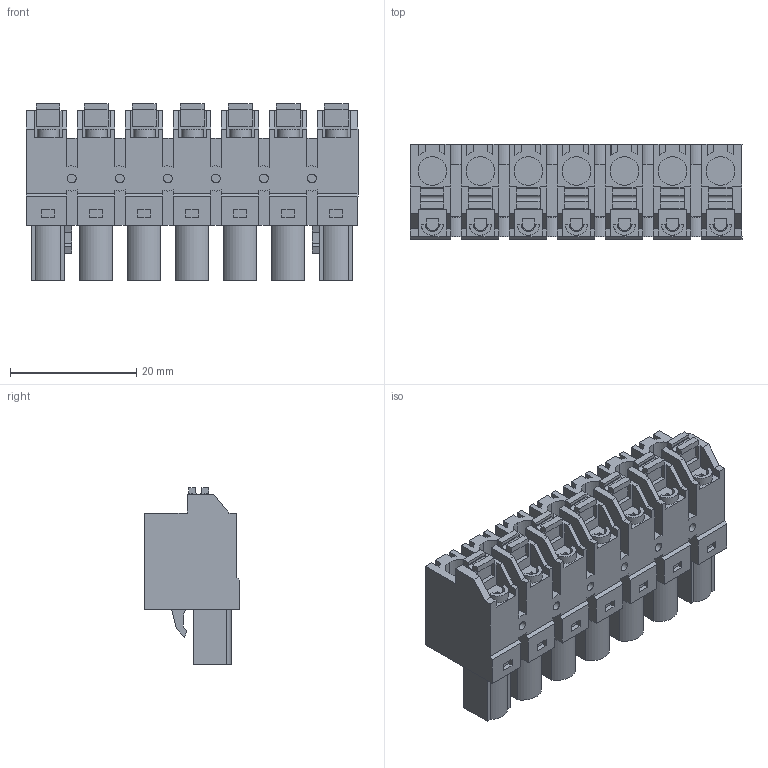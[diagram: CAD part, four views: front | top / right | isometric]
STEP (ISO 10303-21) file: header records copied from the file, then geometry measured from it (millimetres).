
FILE_DESCRIPTION(('CATIA V5 STEP Exchange','CAx-IF Rec.Pracs.--- Model Styling and Organization---1.2---2011-12-15'),'2;1');
FILE_NAME ('D1449897_0_1230190000_1230190000.stp','2017-04-08T12:35:44+00:00',('none'),('Weidmueller'),'CATIA Version 5-6 Release 2014','CATIA V5 STEP AP214','none');
FILE_SCHEMA(('AUTOMOTIVE_DESIGN { 1 0 10303 214 1 1 1 1 }'));
Length unit declared in the file: millimetre
Products named in the file (1): 1230190000
Bounding box: 52.66 x 15.05 x 28.07 mm (x, y, z)
Volume: 12295.5 mm3; surface area: 8203.9 mm2
Topology: 8 solids, 8 shells, 697 faces, 1974 edges, 1356 vertices
Faces by surface type: plane 558, cylinder 133, extrusion 6
Entity records: 21914 total; most frequent: CARTESIAN_POINT 4699, ORIENTED_EDGE 3948, DIRECTION 2839, EDGE_CURVE 1974, VECTOR 1606, LINE 1600, VERTEX_POINT 1356, AXIS2_PLACEMENT_3D 768
